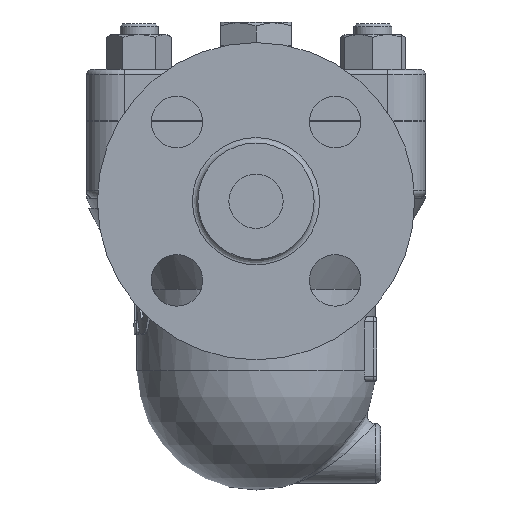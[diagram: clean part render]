
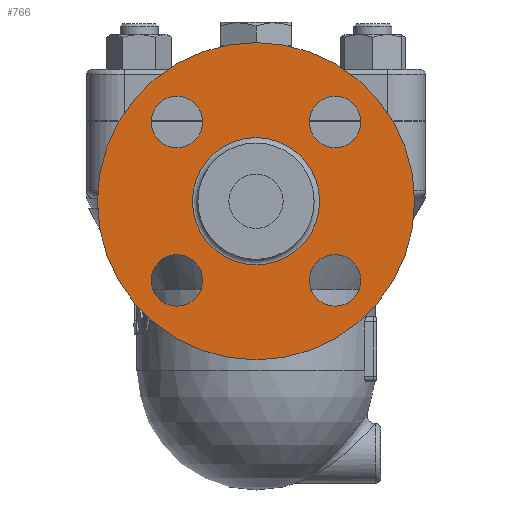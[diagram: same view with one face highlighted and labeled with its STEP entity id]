
A CAD part, left-side view. The second image highlights one B-rep face of the part: STEP entity #766.
In plain terms, the highlighted free-form (B-spline) face has degree [1, 1] with [2, 2] control points.
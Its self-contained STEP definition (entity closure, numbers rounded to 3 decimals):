
#639=CARTESIAN_POINT('',(-119.1,0.0,22.45));
#640=VERTEX_POINT('',#639);
#641=CARTESIAN_POINT('',(-119.1,0.0,-1.));
#642=DIRECTION('',(-1.0,0.0,0.0));
#643=DIRECTION('',(0.0,0.0,-1.0));
#644=AXIS2_PLACEMENT_3D('',#641,#642,#643);
#645=CIRCLE('',#644,23.45);
#646=EDGE_CURVE('',#640,#640,#645,.T.);
#703=CARTESIAN_POINT('',(-119.1,58.5,57.5));
#704=CARTESIAN_POINT('',(-119.1,58.5,-59.5));
#705=CARTESIAN_POINT('',(-119.1,-58.5,57.5));
#706=CARTESIAN_POINT('',(-119.1,-58.5,-59.5));
#707=B_SPLINE_SURFACE_WITH_KNOTS('',1,1,((#703,#705),(#704,#706)),.UNSPECIFIED.,.F.,.F.,.U.,(2,2),(2,2),(0.0,117.),(0.0,117.),.UNSPECIFIED.);
#708=CARTESIAN_POINT('',(-119.1,0.0,57.5));
#709=VERTEX_POINT('',#708);
#710=CARTESIAN_POINT('',(-119.1,0.0,-1.));
#711=DIRECTION('',(-1.0,0.0,0.0));
#712=DIRECTION('',(0.0,0.0,1.0));
#713=AXIS2_PLACEMENT_3D('',#710,#711,#712);
#714=CIRCLE('',#713,58.5);
#715=EDGE_CURVE('',#709,#709,#714,.T.);
#716=ORIENTED_EDGE('',*,*,#715,.T.);
#717=EDGE_LOOP('',(#716));
#718=FACE_OUTER_BOUND('',#717,.T.);
#719=CARTESIAN_POINT('',(-119.1,-29.204,18.704));
#720=VERTEX_POINT('',#719);
#721=CARTESIAN_POINT('',(-119.1,-29.204,28.204));
#722=DIRECTION('',(1.0,0.0,0.0));
#723=DIRECTION('',(0.0,0.0,-1.0));
#724=AXIS2_PLACEMENT_3D('',#721,#722,#723);
#725=CIRCLE('',#724,9.5);
#726=EDGE_CURVE('',#720,#720,#725,.T.);
#727=ORIENTED_EDGE('',*,*,#726,.T.);
#728=EDGE_LOOP('',(#727));
#729=FACE_BOUND('',#728,.T.);
#730=CARTESIAN_POINT('',(-119.1,19.704,28.204));
#731=VERTEX_POINT('',#730);
#732=CARTESIAN_POINT('',(-119.1,29.204,28.204));
#733=DIRECTION('',(1.0,0.0,0.0));
#734=DIRECTION('',(0.0,-1.0,0.0));
#735=AXIS2_PLACEMENT_3D('',#732,#733,#734);
#736=CIRCLE('',#735,9.5);
#737=EDGE_CURVE('',#731,#731,#736,.T.);
#738=ORIENTED_EDGE('',*,*,#737,.T.);
#739=EDGE_LOOP('',(#738));
#740=FACE_BOUND('',#739,.T.);
#741=CARTESIAN_POINT('',(-119.1,29.204,-20.704));
#742=VERTEX_POINT('',#741);
#743=CARTESIAN_POINT('',(-119.1,29.204,-30.204));
#744=DIRECTION('',(1.0,0.0,0.0));
#745=DIRECTION('',(0.0,0.0,1.0));
#746=AXIS2_PLACEMENT_3D('',#743,#744,#745);
#747=CIRCLE('',#746,9.5);
#748=EDGE_CURVE('',#742,#742,#747,.T.);
#749=ORIENTED_EDGE('',*,*,#748,.T.);
#750=EDGE_LOOP('',(#749));
#751=FACE_BOUND('',#750,.T.);
#752=CARTESIAN_POINT('',(-119.1,-19.704,-30.204));
#753=VERTEX_POINT('',#752);
#754=CARTESIAN_POINT('',(-119.1,-29.204,-30.204));
#755=DIRECTION('',(1.0,0.0,0.0));
#756=DIRECTION('',(0.0,1.0,0.0));
#757=AXIS2_PLACEMENT_3D('',#754,#755,#756);
#758=CIRCLE('',#757,9.5);
#759=EDGE_CURVE('',#753,#753,#758,.T.);
#760=ORIENTED_EDGE('',*,*,#759,.T.);
#761=EDGE_LOOP('',(#760));
#762=FACE_BOUND('',#761,.T.);
#763=ORIENTED_EDGE('',*,*,#646,.F.);
#764=EDGE_LOOP('',(#763));
#765=FACE_BOUND('',#764,.T.);
#766=ADVANCED_FACE('',(#718,#729,#740,#751,#762,#765),#707,.T.);
